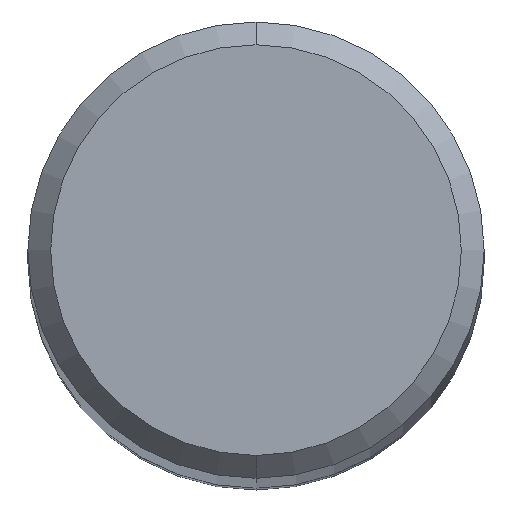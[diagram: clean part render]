
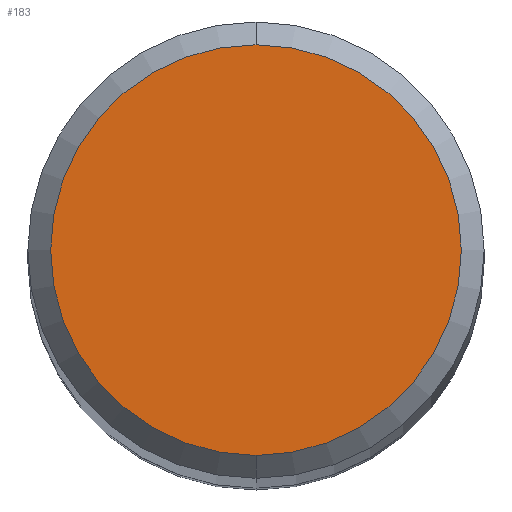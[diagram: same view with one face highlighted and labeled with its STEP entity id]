
A CAD part, top view. The second image highlights one B-rep face of the part: STEP entity #183.
In plain terms, the highlighted planar face has unit normal (0, 0, 1).
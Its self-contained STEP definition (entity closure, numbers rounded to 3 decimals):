
#165=EDGE_CURVE('',#333,#391,#441,.T.);
#183=ADVANCED_FACE('',(#461),#462,.T.);
#275=EDGE_CURVE('',#391,#333,#567,.T.);
#333=VERTEX_POINT('',#630);
#391=VERTEX_POINT('',#690);
#441=CIRCLE('',#735,0.9);
#461=FACE_OUTER_BOUND('',#756,.T.);
#462=PLANE('',#757);
#567=CIRCLE('',#989,0.9);
#630=CARTESIAN_POINT('',(0.,-0.9,0.0));
#690=CARTESIAN_POINT('',(0.0,0.9,0.0));
#735=AXIS2_PLACEMENT_3D('',#1321,#1322,#1323);
#756=EDGE_LOOP('',(#1348,#1349));
#757=AXIS2_PLACEMENT_3D('',#1350,#1351,#1352);
#989=AXIS2_PLACEMENT_3D('',#1494,#1495,#1496);
#1321=CARTESIAN_POINT('',(0.0,0.0,0.0));
#1322=DIRECTION('',(0.0,0.0,-1.0));
#1323=DIRECTION('',(0.0,1.0,0.0));
#1348=ORIENTED_EDGE('',*,*,#275,.F.);
#1349=ORIENTED_EDGE('',*,*,#165,.F.);
#1350=CARTESIAN_POINT('',(0.0,0.45,0.0));
#1351=DIRECTION('',(-0.0,0.0,1.0));
#1352=DIRECTION('',(0.0,-1.0,0.0));
#1494=CARTESIAN_POINT('',(0.0,0.0,0.0));
#1495=DIRECTION('',(0.0,0.0,-1.0));
#1496=DIRECTION('',(0.0,1.0,0.0));
